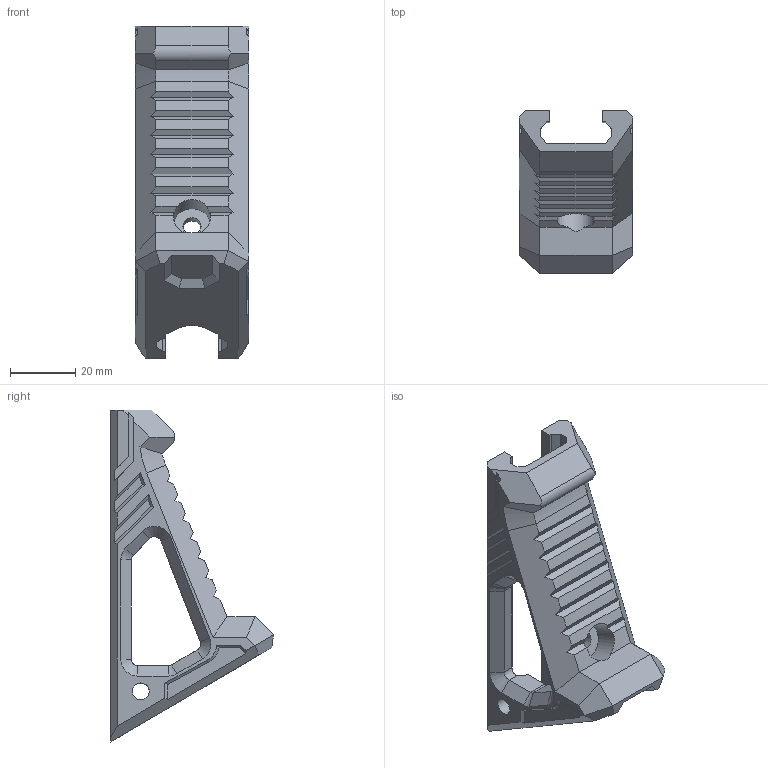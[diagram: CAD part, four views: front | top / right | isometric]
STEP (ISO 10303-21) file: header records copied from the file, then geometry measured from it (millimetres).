
FILE_DESCRIPTION(/* description */ ('Alibre Inc.'),/* implementation_level */ '2;1');
FILE_NAME(/* name */ 'export-23135D55-9384-47D1-A2D3-2DD5E2D45301',/* time_stamp */ '2021-01-17T20:10:44-05:00',/* author */ (''),/* organization */ (''),/* preprocessor_version */ 'ST-DEVELOPER v17',/* originating_system */ 'Alibre',/* authorisation */ '');
FILE_SCHEMA (('AUTOMOTIVE_DESIGN'));
Length unit declared in the file: centimetre
Bounding box: 34.92 x 50.09 x 102.07 mm (x, y, z)
Volume: 44510.1 mm3; surface area: 16746.4 mm2
Topology: 1 solids, 1 shells, 178 faces, 512 edges, 332 vertices
Faces by surface type: plane 147, cylinder 17, cone 14
Full cylindrical faces by diameter (mm): 5.207 x2, 5.588 x1, 11.43 x1
Entity records: 5270 total; most frequent: ORIENTED_EDGE 1010, CARTESIAN_POINT 947, DIRECTION 694, EDGE_CURVE 505, VECTOR 387, LINE 387, VERTEX_POINT 329, AXIS2_PLACEMENT_3D 215
